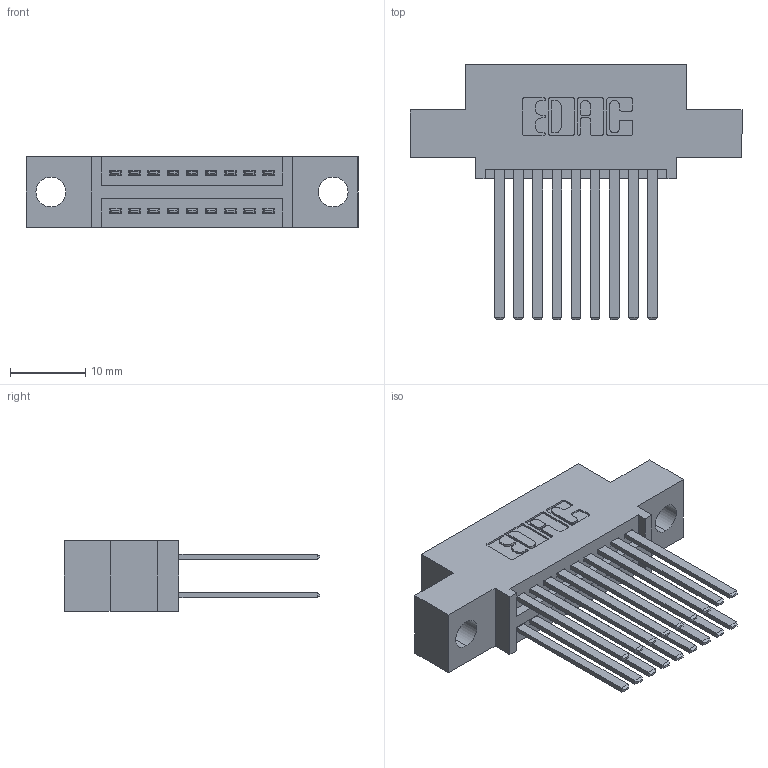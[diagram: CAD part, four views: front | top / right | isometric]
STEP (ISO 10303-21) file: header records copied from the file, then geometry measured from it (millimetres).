
FILE_DESCRIPTION (( 'STEP AP203' ), '1' );
FILE_NAME ('395-018-544-504.STEP', '2021-06-14T18:36:59', ( '' ), ( '' ), 'SwSTEP 2.0', 'SolidWorks 2020', '' );
FILE_SCHEMA (( 'CONFIG_CONTROL_DESIGN' ));
Length unit declared in the file: inch
Products named in the file (3): 345 Part_0.110 Offset - 0.156 Dia-TI; 345-292-001_345-293-144; 395-018-544-504
Assembly tree (19 placements, depth 2):
  395-018-544-504
    345 Part_0.110 Offset - 0.156 Dia-TI
    345-292-001_345-293-144  x18
Bounding box: 44.07 x 33.96 x 9.4 mm (x, y, z)
Volume: 4047.6 mm3; surface area: 6027.9 mm2
Topology: 19 solids, 19 shells, 936 faces, 2747 edges, 1806 vertices
Faces by surface type: plane 620, cylinder 316
Entity records: 11871 total; most frequent: CARTESIAN_POINT 2026, ORIENTED_EDGE 1958, DIRECTION 1823, EDGE_CURVE 979, LINE 815, VECTOR 815, VERTEX_POINT 650, AXIS2_PLACEMENT_3D 504
